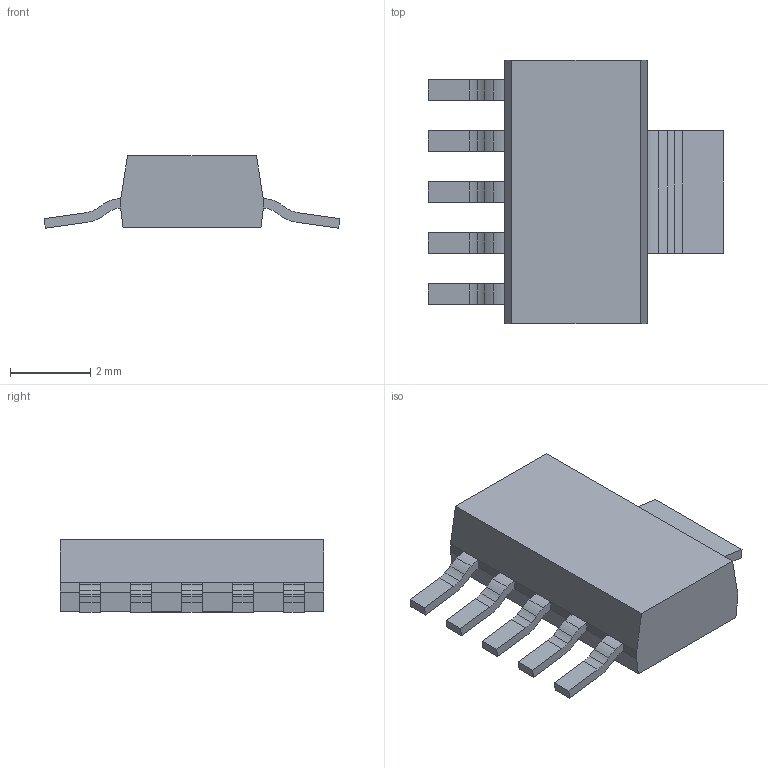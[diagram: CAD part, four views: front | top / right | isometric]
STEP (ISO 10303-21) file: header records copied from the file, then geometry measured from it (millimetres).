
FILE_DESCRIPTION((''),'2;1');
FILE_NAME('SOT127P700X180-6N.stp','2008-11-11T09:55:23',(''),(''),'Mechanical Desktop 2006','Mechanical Desktop 2006',', , ');
FILE_SCHEMA(('AUTOMOTIVE_DESIGN { 1 2 10303 214 0 1 1 1 }'));
Length unit declared in the file: millimetre
Products named in the file (1): SOT127P700X180-6N
Bounding box: 7.37 x 6.55 x 1.8 mm (x, y, z)
Volume: 42.7 mm3; surface area: 109.9 mm2
Topology: 7 solids, 7 shells, 94 faces, 240 edges, 160 vertices
Faces by surface type: cylinder 48, plane 46
Entity records: 2926 total; most frequent: DIRECTION 526, CARTESIAN_POINT 495, ORIENTED_EDGE 480, EDGE_CURVE 240, AXIS2_PLACEMENT_3D 191, VERTEX_POINT 160, VECTOR 144, LINE 144
